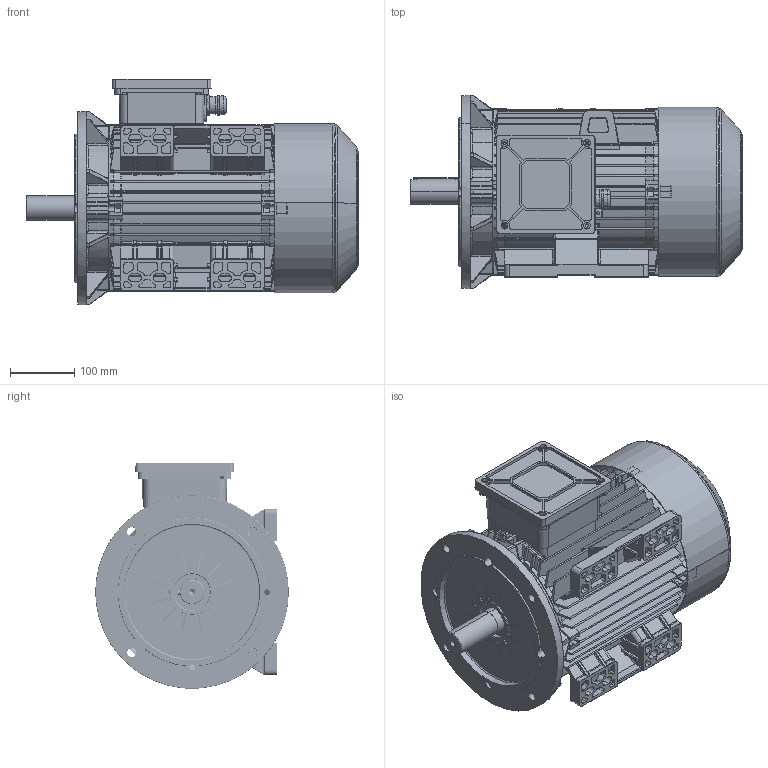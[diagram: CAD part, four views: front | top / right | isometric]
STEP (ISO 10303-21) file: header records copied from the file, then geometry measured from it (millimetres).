
FILE_DESCRIPTION (( 'STEP AP214' ), '1' );
FILE_NAME ('FCAP 132SM-B3 B5-IC411-2-4-6-8 POLES -TB RIGHT-LONG VERSION.STEP', '2024-09-24T12:45:39', ( '' ), ( '' ), 'SwSTEP 2.0', 'SolidWorks 2024', '' );
FILE_SCHEMA (( 'AUTOMOTIVE_DESIGN' ));
Length unit declared in the file: millimetre
Products named in the file (15): Guarnizione scatola-coperchio 132; Tappo M25; PRESSACAVO M25; Guarnizione scatola-motore 132; Albero 132M PACCO 230 SCUDO POST.160T ALTO DIS. A30724; Copriventola 132M H.130; Carcassa 132SM-B3-laterale; Gruppo Coprimorsettiera 132; Scudo C160MT anteriore; Scatola morsetti 132; FCAP 132SM-B3 B5-IC411-2-4-6-8 POLES -TB RIGHT-LONG VERSION; parallel_din_Parallel key A10 x 8 x 70 DIN 6885; Flangia FC132_Cuscinetto_6208; Ventola alluminio 90; Coperchio scatola morsetti 132
Assembly tree (14 placements, depth 3):
  FCAP 132SM-B3 B5-IC411-2-4-6-8 POLES -TB RIGHT-LONG VERSION
    Albero 132M PACCO 230 SCUDO POST.160T ALTO DIS. A30724
    parallel_din_Parallel key A10 x 8 x 70 DIN 6885
    Gruppo Coprimorsettiera 132
      Scatola morsetti 132
      Coperchio scatola morsetti 132
      Guarnizione scatola-motore 132
      PRESSACAVO M25
      Tappo M25
      Guarnizione scatola-coperchio 132
    Carcassa 132SM-B3-laterale
    Copriventola 132M H.130
    Scudo C160MT anteriore
    Ventola alluminio 90
    Flangia FC132_Cuscinetto_6208
Bounding box: 515 x 300 x 350 mm (x, y, z)
Volume: 5105402.6 mm3; surface area: 2023211.6 mm2
Topology: 30 solids, 34 shells, 5950 faces, 15864 edges, 10030 vertices
Faces by surface type: plane 2391, cylinder 1554, cone 778, torus 751, bspline 330, sphere 146
Entity records: 204941 total; most frequent: CARTESIAN_POINT 58845, ORIENTED_EDGE 31604, DIRECTION 29423, EDGE_CURVE 15802, AXIS2_PLACEMENT_3D 10836, VERTEX_POINT 10012, LINE 7751, VECTOR 7751
